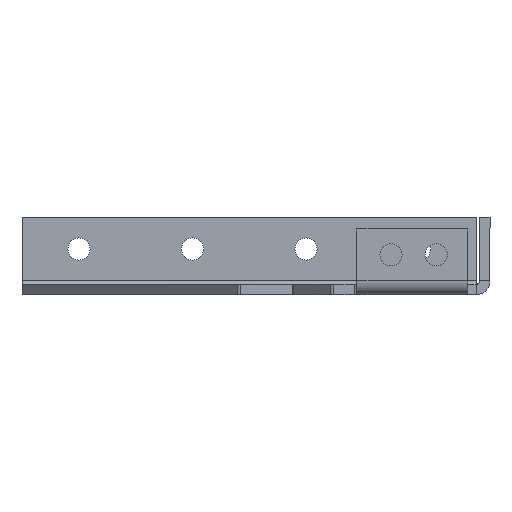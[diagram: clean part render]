
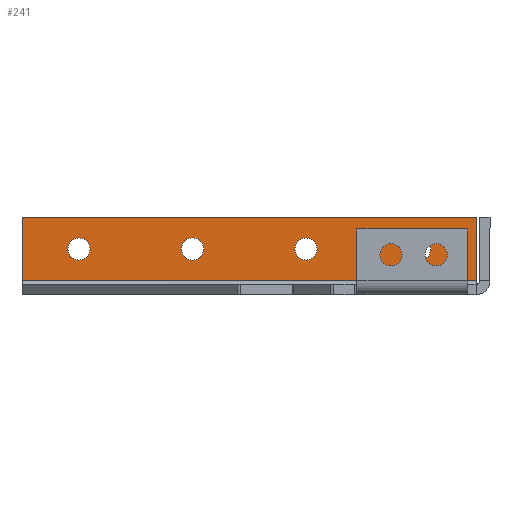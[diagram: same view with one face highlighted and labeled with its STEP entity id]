
A CAD part, left-side view. The second image highlights one B-rep face of the part: STEP entity #241.
In plain terms, the highlighted planar face has unit normal (-1, 0, 0).
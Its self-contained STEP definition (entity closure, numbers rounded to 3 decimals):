
#1 = VERTEX_POINT ( 'NONE', #589 ) ;
#20 = CARTESIAN_POINT ( 'NONE',  ( 80.366, 14.433, 7.906 ) ) ;
#36 = VECTOR ( 'NONE', #1508, 1000. ) ;
#67 = EDGE_CURVE ( 'NONE', #574, #1942, #837, .T. ) ;
#86 = DIRECTION ( 'NONE',  ( 1., 0., 0. ) ) ;
#111 = DIRECTION ( 'NONE',  ( 0., 0., 1. ) ) ;
#118 = CIRCLE ( 'NONE', #1505, 2.477 ) ;
#119 = VECTOR ( 'NONE', #528, 1000. ) ;
#139 = CARTESIAN_POINT ( 'NONE',  ( 80.366, 52.579, 15. ) ) ;
#140 = CARTESIAN_POINT ( 'NONE',  ( 80.366, -36.367, 5.43 ) ) ;
#148 = FACE_BOUND ( 'NONE', #1151, .T. ) ;
#168 = AXIS2_PLACEMENT_3D ( 'NONE', #2007, #2041, #111 ) ;
#181 = CARTESIAN_POINT ( 'NONE',  ( 80.366, 39.833, 10.383 ) ) ;
#221 = VERTEX_POINT ( 'NONE', #539 ) ;
#228 = CARTESIAN_POINT ( 'NONE',  ( 80.366, -10.967, 10.383 ) ) ;
#231 = FACE_BOUND ( 'NONE', #1637, .T. ) ;
#238 = VECTOR ( 'NONE', #2317, 1000. ) ;
#241 = ADVANCED_FACE ( 'NONE', ( #932, #148, #231, #1285, #1934 ), #801, .T. ) ;
#276 = AXIS2_PLACEMENT_3D ( 'NONE', #2265, #1891, #1345 ) ;
#289 = CARTESIAN_POINT ( 'NONE',  ( 80.366, 52.579, 0.813 ) ) ;
#345 = EDGE_CURVE ( 'NONE', #1932, #629, #1941, .T. ) ;
#361 = CIRCLE ( 'NONE', #2189, 2.477 ) ;
#363 = ORIENTED_EDGE ( 'NONE', *, *, #67, .T. ) ;
#367 = ORIENTED_EDGE ( 'NONE', *, *, #859, .F. ) ;
#371 = CIRCLE ( 'NONE', #168, 2.477 ) ;
#420 = CARTESIAN_POINT ( 'NONE',  ( 80.366, 0., 0. ) ) ;
#447 = ORIENTED_EDGE ( 'NONE', *, *, #1838, .T. ) ;
#475 = AXIS2_PLACEMENT_3D ( 'NONE', #420, #787, #2424 ) ;
#495 = EDGE_CURVE ( 'NONE', #629, #1932, #2457, .T. ) ;
#519 = CARTESIAN_POINT ( 'NONE',  ( 80.366, 39.833, 7.906 ) ) ;
#528 = DIRECTION ( 'NONE',  ( 0., 0., 1. ) ) ;
#536 = ORIENTED_EDGE ( 'NONE', *, *, #1149, .F. ) ;
#539 = CARTESIAN_POINT ( 'NONE',  ( 80.366, -49.113, 0.813 ) ) ;
#560 = VECTOR ( 'NONE', #1733, 1000. ) ;
#569 = AXIS2_PLACEMENT_3D ( 'NONE', #20, #1198, #1018 ) ;
#574 = VERTEX_POINT ( 'NONE', #2287 ) ;
#589 = CARTESIAN_POINT ( 'NONE',  ( 80.366, -36.367, 10.383 ) ) ;
#617 = EDGE_LOOP ( 'NONE', ( #1554, #2164 ) ) ;
#629 = VERTEX_POINT ( 'NONE', #181 ) ;
#631 = EDGE_CURVE ( 'NONE', #221, #1089, #1714, .T. ) ;
#655 = EDGE_CURVE ( 'NONE', #670, #735, #1898, .T. ) ;
#670 = VERTEX_POINT ( 'NONE', #2277 ) ;
#718 = AXIS2_PLACEMENT_3D ( 'NONE', #1222, #1027, #2320 ) ;
#735 = VERTEX_POINT ( 'NONE', #228 ) ;
#747 = EDGE_CURVE ( 'NONE', #221, #1610, #1033, .T. ) ;
#787 = DIRECTION ( 'NONE',  ( -1., 0., 0. ) ) ;
#800 = CARTESIAN_POINT ( 'NONE',  ( 80.366, 52.579, 15. ) ) ;
#801 = PLANE ( 'NONE',  #475 ) ;
#837 = CIRCLE ( 'NONE', #1038, 2.477 ) ;
#859 = EDGE_CURVE ( 'NONE', #1959, #1089, #2312, .T. ) ;
#868 = EDGE_CURVE ( 'NONE', #735, #670, #361, .T. ) ;
#919 = EDGE_CURVE ( 'NONE', #2391, #1, #118, .T. ) ;
#932 = FACE_BOUND ( 'NONE', #617, .T. ) ;
#976 = LINE ( 'NONE', #139, #119 ) ;
#983 = DIRECTION ( 'NONE',  ( 1., 0., 0. ) ) ;
#1013 = CARTESIAN_POINT ( 'NONE',  ( 80.366, 14.433, 5.43 ) ) ;
#1018 = DIRECTION ( 'NONE',  ( 0., 0., 1. ) ) ;
#1027 = DIRECTION ( 'NONE',  ( 1., 0., 0. ) ) ;
#1033 = LINE ( 'NONE', #1189, #238 ) ;
#1038 = AXIS2_PLACEMENT_3D ( 'NONE', #1533, #983, #1357 ) ;
#1089 = VERTEX_POINT ( 'NONE', #2329 ) ;
#1110 = ORIENTED_EDGE ( 'NONE', *, *, #747, .F. ) ;
#1143 = CARTESIAN_POINT ( 'NONE',  ( 80.366, -49.113, 0. ) ) ;
#1149 = EDGE_CURVE ( 'NONE', #1610, #1959, #976, .T. ) ;
#1151 = EDGE_LOOP ( 'NONE', ( #1343, #1920 ) ) ;
#1154 = EDGE_LOOP ( 'NONE', ( #1291, #2326 ) ) ;
#1189 = CARTESIAN_POINT ( 'NONE',  ( 80.366, -52.12, 0.813 ) ) ;
#1198 = DIRECTION ( 'NONE',  ( 1., 0., 0. ) ) ;
#1201 = DIRECTION ( 'NONE',  ( 1., 0., 0. ) ) ;
#1222 = CARTESIAN_POINT ( 'NONE',  ( 80.366, 39.833, 7.906 ) ) ;
#1266 = DIRECTION ( 'NONE',  ( 1., 0., 0. ) ) ;
#1285 = FACE_BOUND ( 'NONE', #1154, .T. ) ;
#1291 = ORIENTED_EDGE ( 'NONE', *, *, #345, .T. ) ;
#1309 = AXIS2_PLACEMENT_3D ( 'NONE', #519, #1266, #1665 ) ;
#1343 = ORIENTED_EDGE ( 'NONE', *, *, #655, .T. ) ;
#1345 = DIRECTION ( 'NONE',  ( 0., 0., 1. ) ) ;
#1357 = DIRECTION ( 'NONE',  ( 0., 0., 1. ) ) ;
#1368 = CARTESIAN_POINT ( 'NONE',  ( 80.366, -10.967, 7.906 ) ) ;
#1429 = CARTESIAN_POINT ( 'NONE',  ( 80.366, -36.367, 7.906 ) ) ;
#1505 = AXIS2_PLACEMENT_3D ( 'NONE', #1429, #86, #2411 ) ;
#1508 = DIRECTION ( 'NONE',  ( 0., 0., 1. ) ) ;
#1533 = CARTESIAN_POINT ( 'NONE',  ( 80.366, 14.433, 7.906 ) ) ;
#1554 = ORIENTED_EDGE ( 'NONE', *, *, #919, .T. ) ;
#1576 = EDGE_CURVE ( 'NONE', #1, #2391, #371, .T. ) ;
#1604 = EDGE_LOOP ( 'NONE', ( #1110, #1820, #367, #536 ) ) ;
#1610 = VERTEX_POINT ( 'NONE', #289 ) ;
#1627 = CIRCLE ( 'NONE', #569, 2.477 ) ;
#1637 = EDGE_LOOP ( 'NONE', ( #447, #363 ) ) ;
#1665 = DIRECTION ( 'NONE',  ( 0., 0., 1. ) ) ;
#1714 = LINE ( 'NONE', #1143, #36 ) ;
#1733 = DIRECTION ( 'NONE',  ( 0., -1., 0. ) ) ;
#1817 = CARTESIAN_POINT ( 'NONE',  ( 80.366, 39.833, 5.43 ) ) ;
#1820 = ORIENTED_EDGE ( 'NONE', *, *, #631, .T. ) ;
#1838 = EDGE_CURVE ( 'NONE', #1942, #574, #1627, .T. ) ;
#1891 = DIRECTION ( 'NONE',  ( 1., 0., 0. ) ) ;
#1898 = CIRCLE ( 'NONE', #276, 2.477 ) ;
#1920 = ORIENTED_EDGE ( 'NONE', *, *, #868, .T. ) ;
#1932 = VERTEX_POINT ( 'NONE', #1817 ) ;
#1934 = FACE_OUTER_BOUND ( 'NONE', #1604, .T. ) ;
#1941 = CIRCLE ( 'NONE', #718, 2.477 ) ;
#1942 = VERTEX_POINT ( 'NONE', #1013 ) ;
#1959 = VERTEX_POINT ( 'NONE', #800 ) ;
#2007 = CARTESIAN_POINT ( 'NONE',  ( 80.366, -36.367, 7.906 ) ) ;
#2041 = DIRECTION ( 'NONE',  ( 1., 0., 0. ) ) ;
#2131 = DIRECTION ( 'NONE',  ( 0., 0., 1. ) ) ;
#2141 = CARTESIAN_POINT ( 'NONE',  ( 80.366, -52.12, 15. ) ) ;
#2164 = ORIENTED_EDGE ( 'NONE', *, *, #1576, .T. ) ;
#2189 = AXIS2_PLACEMENT_3D ( 'NONE', #1368, #1201, #2131 ) ;
#2265 = CARTESIAN_POINT ( 'NONE',  ( 80.366, -10.967, 7.906 ) ) ;
#2277 = CARTESIAN_POINT ( 'NONE',  ( 80.366, -10.967, 5.43 ) ) ;
#2287 = CARTESIAN_POINT ( 'NONE',  ( 80.366, 14.433, 10.383 ) ) ;
#2312 = LINE ( 'NONE', #2141, #560 ) ;
#2317 = DIRECTION ( 'NONE',  ( 0., 1., 0. ) ) ;
#2320 = DIRECTION ( 'NONE',  ( 0., 0., 1. ) ) ;
#2326 = ORIENTED_EDGE ( 'NONE', *, *, #495, .T. ) ;
#2329 = CARTESIAN_POINT ( 'NONE',  ( 80.366, -49.113, 15. ) ) ;
#2391 = VERTEX_POINT ( 'NONE', #140 ) ;
#2411 = DIRECTION ( 'NONE',  ( 0., 0., 1. ) ) ;
#2424 = DIRECTION ( 'NONE',  ( 0., 0., 1. ) ) ;
#2457 = CIRCLE ( 'NONE', #1309, 2.477 ) ;
